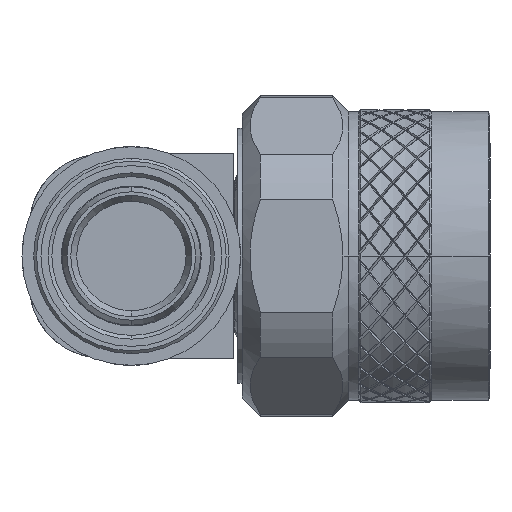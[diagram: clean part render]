
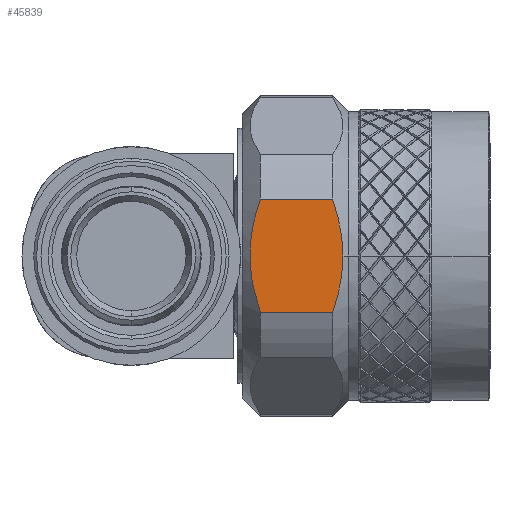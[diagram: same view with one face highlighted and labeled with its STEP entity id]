
A CAD part, front view. The second image highlights one B-rep face of the part: STEP entity #45839.
In plain terms, the highlighted planar face has unit normal (0, -1, 0.001).
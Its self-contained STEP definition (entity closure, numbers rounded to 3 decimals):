
#713 = LINE ( 'NONE', #34203, #41996 ) ;
#1148 = ORIENTED_EDGE ( 'NONE', *, *, #53926, .F. ) ;
#2462 = CARTESIAN_POINT ( 'NONE',  ( 21.515, -10.285, 0. ) ) ;
#2792 = CARTESIAN_POINT ( 'NONE',  ( 21.515, -10.285, 0. ) ) ;
#3274 = CARTESIAN_POINT ( 'NONE',  ( 21.516, -10.284, 1.345 ) ) ;
#3327 = CARTESIAN_POINT ( 'NONE',  ( 21.202, -10.286, -2.628 ) ) ;
#3735 = CARTESIAN_POINT ( 'NONE',  ( 15.135, -10.286, -1.339 ) ) ;
#4775 = VERTEX_POINT ( 'NONE', #12154 ) ;
#8472 = DIRECTION ( 'NONE',  ( 1., 0., 0. ) ) ;
#8600 = PLANE ( 'NONE',  #23801 ) ;
#11911 = ORIENTED_EDGE ( 'NONE', *, *, #24974, .F. ) ;
#12154 = CARTESIAN_POINT ( 'NONE',  ( 21.515, -10.285, 0. ) ) ;
#13231 = EDGE_CURVE ( 'NONE', #31349, #40990, #30056, .T. ) ;
#13614 = EDGE_CURVE ( 'NONE', #32714, #4775, #52208, .T. ) ;
#14113 = LINE ( 'NONE', #26714, #30070 ) ;
#15946 = CARTESIAN_POINT ( 'NONE',  ( 21.023, -10.287, -3.266 ) ) ;
#16306 = VERTEX_POINT ( 'NONE', #43505 ) ;
#16892 = CARTESIAN_POINT ( 'NONE',  ( 15.135, -10.285, 0.674 ) ) ;
#17554 = B_SPLINE_CURVE_WITH_KNOTS ( 'NONE', 3,
 ( #2792, #53275, #45015, #3327, #15946, #49397 ),
 .UNSPECIFIED., .F., .F.,
 ( 4, 2, 4 ),
 ( 0.004, 0.006, 0.008 ),
 .UNSPECIFIED. ) ;
#19323 = ORIENTED_EDGE ( 'NONE', *, *, #13614, .F. ) ;
#20472 = CARTESIAN_POINT ( 'NONE',  ( 15.626, -10.283, 3.276 ) ) ;
#20955 = ORIENTED_EDGE ( 'NONE', *, *, #30696, .F. ) ;
#21983 = DIRECTION ( 'NONE',  ( 0., 0.001, 1. ) ) ;
#23801 = AXIS2_PLACEMENT_3D ( 'NONE', #45054, #36835, #21983 ) ;
#24570 = CARTESIAN_POINT ( 'NONE',  ( 15.201, -10.284, 1.336 ) ) ;
#24974 = EDGE_CURVE ( 'NONE', #40990, #32714, #14113, .T. ) ;
#25389 = CARTESIAN_POINT ( 'NONE',  ( 15.85, -10.287, -3.895 ) ) ;
#25678 = DIRECTION ( 'NONE',  ( -1., 0., 0. ) ) ;
#26714 = CARTESIAN_POINT ( 'NONE',  ( 14.6, -10.283, 3.907 ) ) ;
#29506 = EDGE_LOOP ( 'NONE', ( #44479, #1148, #20955, #19323, #11911 ) ) ;
#30056 = B_SPLINE_CURVE_WITH_KNOTS ( 'NONE', 3,
 ( #36934, #53672, #3735, #16892, #24570, #50360, #20472, #53949 ),
 .UNSPECIFIED., .F., .F.,
 ( 4, 2, 2, 4 ),
 ( 0., 0.004, 0.006, 0.008 ),
 .UNSPECIFIED. ) ;
#30070 = VECTOR ( 'NONE', #8472, 1000. ) ;
#30696 = EDGE_CURVE ( 'NONE', #4775, #16306, #17554, .T. ) ;
#31349 = VERTEX_POINT ( 'NONE', #25389 ) ;
#32714 = VERTEX_POINT ( 'NONE', #49613 ) ;
#34203 = CARTESIAN_POINT ( 'NONE',  ( 34.6, -10.287, -3.895 ) ) ;
#36835 = DIRECTION ( 'NONE',  ( 0., 1., -0.001 ) ) ;
#36934 = CARTESIAN_POINT ( 'NONE',  ( 15.85, -10.287, -3.895 ) ) ;
#39782 = CARTESIAN_POINT ( 'NONE',  ( 20.8, -10.283, 3.907 ) ) ;
#40990 = VERTEX_POINT ( 'NONE', #47227 ) ;
#41996 = VECTOR ( 'NONE', #25678, 1000. ) ;
#43505 = CARTESIAN_POINT ( 'NONE',  ( 20.8, -10.287, -3.895 ) ) ;
#44479 = ORIENTED_EDGE ( 'NONE', *, *, #13231, .F. ) ;
#45015 = CARTESIAN_POINT ( 'NONE',  ( 21.448, -10.286, -1.33 ) ) ;
#45054 = CARTESIAN_POINT ( 'NONE',  ( 34.6, -10.282, 4.646 ) ) ;
#45839 = ADVANCED_FACE ( 'NONE', ( #49184 ), #8600, .F. ) ;
#47227 = CARTESIAN_POINT ( 'NONE',  ( 15.85, -10.283, 3.907 ) ) ;
#49184 = FACE_OUTER_BOUND ( 'NONE', #29506, .T. ) ;
#49344 = CARTESIAN_POINT ( 'NONE',  ( 21.248, -10.284, 2.642 ) ) ;
#49397 = CARTESIAN_POINT ( 'NONE',  ( 20.8, -10.287, -3.895 ) ) ;
#49613 = CARTESIAN_POINT ( 'NONE',  ( 20.8, -10.283, 3.907 ) ) ;
#50360 = CARTESIAN_POINT ( 'NONE',  ( 15.447, -10.284, 2.636 ) ) ;
#52208 = B_SPLINE_CURVE_WITH_KNOTS ( 'NONE', 3,
 ( #39782, #49344, #3274, #2462 ),
 .UNSPECIFIED., .F., .F.,
 ( 4, 4 ),
 ( 0., 0.004 ),
 .UNSPECIFIED. ) ;
#53275 = CARTESIAN_POINT ( 'NONE',  ( 21.515, -10.285, -0.67 ) ) ;
#53672 = CARTESIAN_POINT ( 'NONE',  ( 15.402, -10.286, -2.634 ) ) ;
#53926 = EDGE_CURVE ( 'NONE', #16306, #31349, #713, .T. ) ;
#53949 = CARTESIAN_POINT ( 'NONE',  ( 15.85, -10.283, 3.907 ) ) ;
